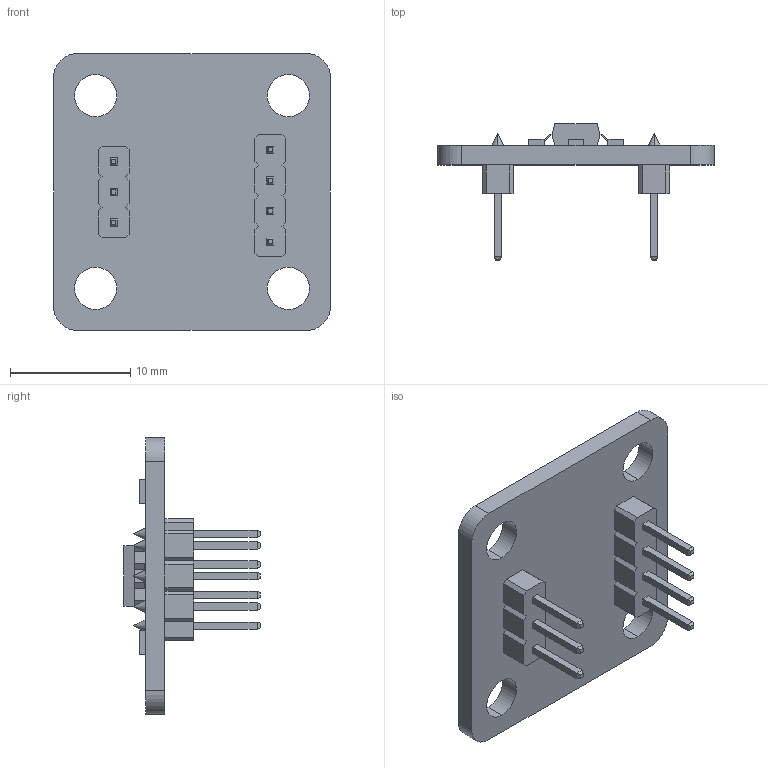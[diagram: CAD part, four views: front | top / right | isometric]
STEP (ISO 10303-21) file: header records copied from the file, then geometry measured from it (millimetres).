
FILE_DESCRIPTION (( 'STEP AP214' ), '1' );
FILE_NAME ('MagneticEncoder_AS5600.STEP', '2024-08-05T02:42:20', ( '' ), ( '' ), 'SwSTEP 2.0', 'SolidWorks 2022', '' );
FILE_SCHEMA (( 'AUTOMOTIVE_DESIGN' ));
Length unit declared in the file: millimetre
Products named in the file (1): MagneticEncoder_AS5600
Bounding box: 23 x 11.3 x 23 mm (x, y, z)
Volume: 942.4 mm3; surface area: 1461.3 mm2
Topology: 1 solids, 1 shells, 247 faces, 662 edges, 432 vertices
Faces by surface type: plane 221, cone 14, cylinder 12
Entity records: 10165 total; most frequent: CARTESIAN_POINT 1342, ORIENTED_EDGE 1324, DIRECTION 1210, EDGE_CURVE 662, LINE 610, VECTOR 610, VERTEX_POINT 432, AXIS2_PLACEMENT_3D 300
